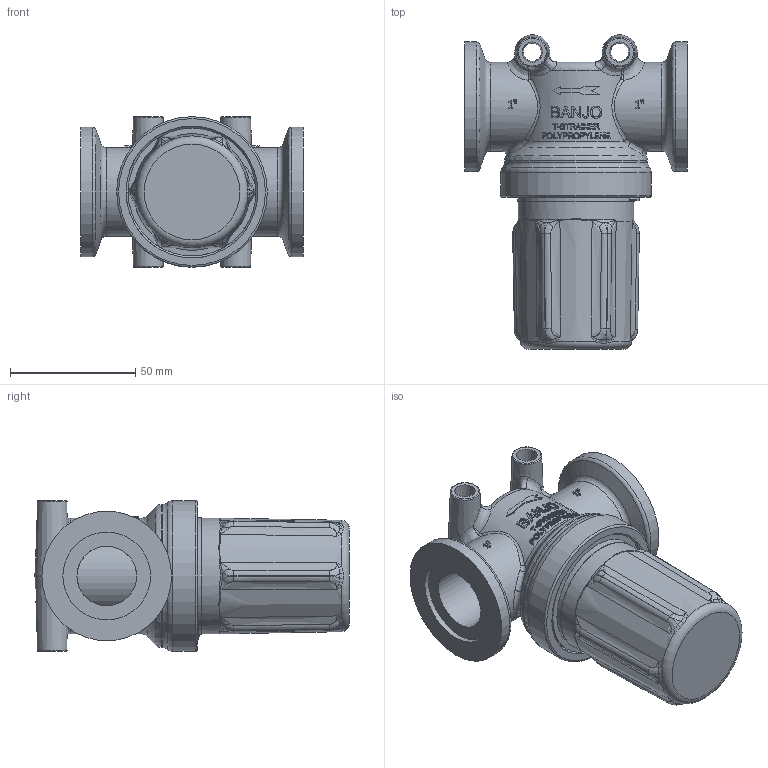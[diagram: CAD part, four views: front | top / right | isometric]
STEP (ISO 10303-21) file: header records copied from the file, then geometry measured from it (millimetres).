
FILE_DESCRIPTION(/* description */ ('1" MNFLD T-Strainer - NO SCREEN'),/* implementation_level */ '2;1');
FILE_NAME(/* name */ 'MLSTM100HB.stp',/* time_stamp */ '2020-05-14T14:38:34-04:00',/* author */ ('MJC'),/* organization */ (''),/* preprocessor_version */ 'ST-DEVELOPER v17.2',/* originating_system */ 'Autodesk Inventor 2019',/* authorisation */ '');
FILE_SCHEMA (('AUTOMOTIVE_DESIGN { 1 0 10303 214 3 1 1 }'));
Length unit declared in the file: inch
Products named in the file (4): MLSTM100HB; MLSTM100H; LSTM050G; LSTM050B
Assembly tree (3 placements, depth 2):
  MLSTM100HB
    MLSTM100H
    LSTM050G
    LSTM050B
Bounding box: 88.9 x 125.65 x 60.2 mm (x, y, z)
Volume: 141304.7 mm3; surface area: 71505.6 mm2
Topology: 3 solids, 3 shells, 788 faces, 2083 edges, 1342 vertices
Faces by surface type: bspline 333, plane 299, cylinder 97, torus 29, cone 27, sphere 3
Full cylindrical faces by diameter (mm): 20.32 x1, 23.812 x3, 30.734 x1, 35.052 x2, 35.56 x2, 39.624 x1, 39.7 x1, 46.228 x1, 46.558 x3, 47.244 x1, 47.269 x1, 48.044 x2, 51.057 x2, 51.816 x2, 52.654 x3, 57.15 x1, 60.198 x1
Entity records: 34271 total; most frequent: CARTESIAN_POINT 16425, ORIENTED_EDGE 4130, DIRECTION 2974, EDGE_CURVE 2065, VERTEX_POINT 1342, AXIS2_PLACEMENT_3D 1149, EDGE_LOOP 857, FACE_OUTER_BOUND 788
